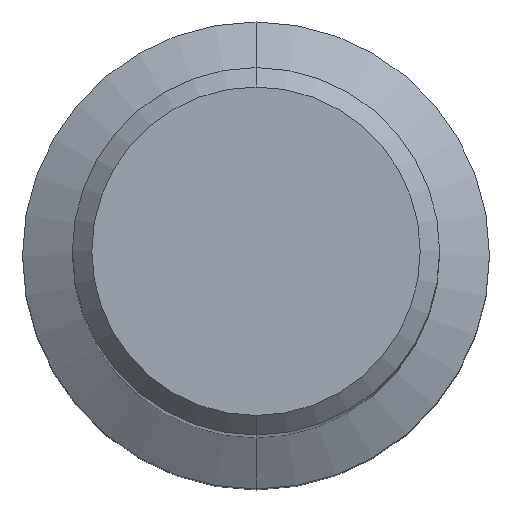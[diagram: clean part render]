
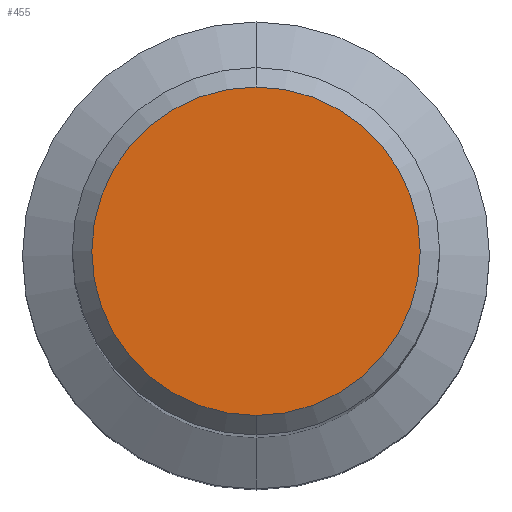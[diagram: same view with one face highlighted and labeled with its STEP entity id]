
A CAD part, top view. The second image highlights one B-rep face of the part: STEP entity #455.
In plain terms, the highlighted planar face has unit normal (0, 0, 1).
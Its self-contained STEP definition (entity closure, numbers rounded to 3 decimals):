
#267=EDGE_CURVE('',#339,#391,#660,.T.);
#339=VERTEX_POINT('',#742);
#391=VERTEX_POINT('',#800);
#455=ADVANCED_FACE('',(#871),#872,.T.);
#555=EDGE_CURVE('',#391,#339,#983,.T.);
#660=CIRCLE('',#1153,6.699);
#742=CARTESIAN_POINT('',(0.0,6.699,0.0));
#800=CARTESIAN_POINT('',(0.,-6.699,0.0));
#871=FACE_OUTER_BOUND('',#1586,.T.);
#872=PLANE('',#1587);
#983=CIRCLE('',#1772,6.699);
#1153=AXIS2_PLACEMENT_3D('',#1907,#1908,#1909);
#1586=EDGE_LOOP('',(#2146,#2147));
#1587=AXIS2_PLACEMENT_3D('',#2148,#2149,#2150);
#1772=AXIS2_PLACEMENT_3D('',#2301,#2302,#2303);
#1907=CARTESIAN_POINT('',(0.0,0.0,0.0));
#1908=DIRECTION('',(0.0,0.0,-1.0));
#1909=DIRECTION('',(0.0,1.0,0.0));
#2146=ORIENTED_EDGE('',*,*,#267,.F.);
#2147=ORIENTED_EDGE('',*,*,#555,.F.);
#2148=CARTESIAN_POINT('',(0.0,3.35,0.0));
#2149=DIRECTION('',(-0.0,0.0,1.0));
#2150=DIRECTION('',(0.0,-1.0,0.0));
#2301=CARTESIAN_POINT('',(0.0,0.0,0.0));
#2302=DIRECTION('',(0.0,0.0,-1.0));
#2303=DIRECTION('',(0.0,1.0,0.0));
